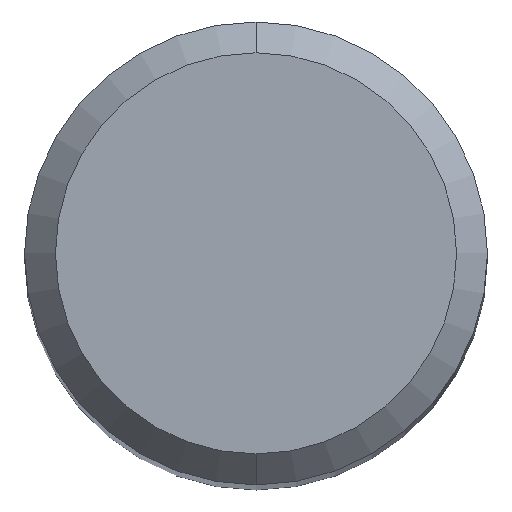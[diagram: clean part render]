
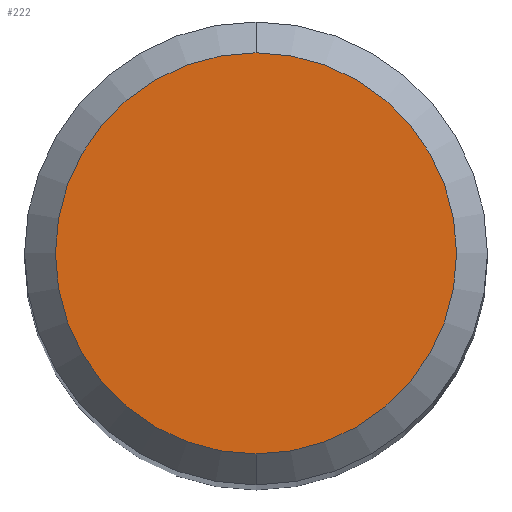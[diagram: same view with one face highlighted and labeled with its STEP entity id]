
A CAD part, top view. The second image highlights one B-rep face of the part: STEP entity #222.
In plain terms, the highlighted planar face has unit normal (0, 0, 1).
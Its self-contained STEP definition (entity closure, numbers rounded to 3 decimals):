
#158=VERTEX_POINT('',#315);
#160=EDGE_CURVE('',#158,#168,#317,.T.);
#168=VERTEX_POINT('',#325);
#198=EDGE_CURVE('',#168,#158,#359,.T.);
#222=ADVANCED_FACE('',(#387),#388,.T.);
#315=CARTESIAN_POINT('',(0.,-2.6,0.0));
#317=CIRCLE('',#492,2.6);
#325=CARTESIAN_POINT('',(0.0,2.6,0.0));
#359=CIRCLE('',#549,2.6);
#387=FACE_OUTER_BOUND('',#581,.T.);
#388=PLANE('',#582);
#492=AXIS2_PLACEMENT_3D('',#678,#679,#680);
#549=AXIS2_PLACEMENT_3D('',#729,#730,#731);
#581=EDGE_LOOP('',(#772,#773));
#582=AXIS2_PLACEMENT_3D('',#774,#775,#776);
#678=CARTESIAN_POINT('',(0.0,0.0,0.0));
#679=DIRECTION('',(0.0,0.0,-1.0));
#680=DIRECTION('',(0.0,1.0,0.0));
#729=CARTESIAN_POINT('',(0.0,0.0,0.0));
#730=DIRECTION('',(0.0,0.0,-1.0));
#731=DIRECTION('',(0.0,1.0,0.0));
#772=ORIENTED_EDGE('',*,*,#198,.F.);
#773=ORIENTED_EDGE('',*,*,#160,.F.);
#774=CARTESIAN_POINT('',(0.0,1.3,0.0));
#775=DIRECTION('',(-0.0,0.0,1.0));
#776=DIRECTION('',(0.0,-1.0,0.0));
